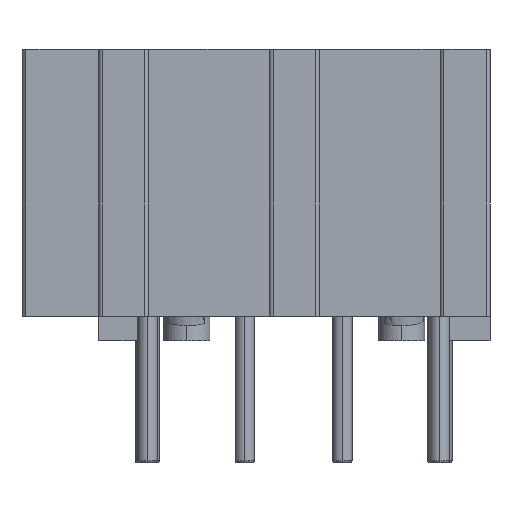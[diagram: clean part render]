
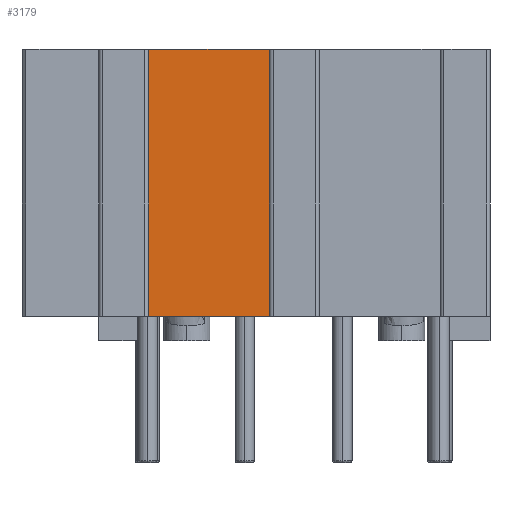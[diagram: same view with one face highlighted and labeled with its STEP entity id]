
A CAD part, left-side view. The second image highlights one B-rep face of the part: STEP entity #3179.
In plain terms, the highlighted planar face has unit normal (-1, 0, 0).
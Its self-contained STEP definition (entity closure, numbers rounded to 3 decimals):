
#5 = DIRECTION ( 'NONE',  ( 0., 0., 1. ) ) ;
#321 = DIRECTION ( 'NONE',  ( 0., 0., -1. ) ) ;
#323 = ORIENTED_EDGE ( 'NONE', *, *, #2777, .F. ) ;
#343 = DIRECTION ( 'NONE',  ( 1., 0., 0. ) ) ;
#452 = ORIENTED_EDGE ( 'NONE', *, *, #3998, .F. ) ;
#562 = VECTOR ( 'NONE', #602, 1000. ) ;
#602 = DIRECTION ( 'NONE',  ( 0., 0., -1. ) ) ;
#717 = LINE ( 'NONE', #1488, #984 ) ;
#765 = ORIENTED_EDGE ( 'NONE', *, *, #3870, .F. ) ;
#807 = CARTESIAN_POINT ( 'NONE',  ( -8.73, 0.65, 7.6 ) ) ;
#828 = LINE ( 'NONE', #2417, #3559 ) ;
#984 = VECTOR ( 'NONE', #3528, 1000. ) ;
#1085 = FACE_OUTER_BOUND ( 'NONE', #4234, .T. ) ;
#1093 = VERTEX_POINT ( 'NONE', #1478 ) ;
#1478 = CARTESIAN_POINT ( 'NONE',  ( -8.73, 0.65, 0.64 ) ) ;
#1488 = CARTESIAN_POINT ( 'NONE',  ( -8.73, 0.65, 0.64 ) ) ;
#1489 = CARTESIAN_POINT ( 'NONE',  ( -8.73, 3.8, 7.6 ) ) ;
#1606 = DIRECTION ( 'NONE',  ( 0., -1., 0. ) ) ;
#1800 = PLANE ( 'NONE',  #2730 ) ;
#1949 = VECTOR ( 'NONE', #5, 1000. ) ;
#2417 = CARTESIAN_POINT ( 'NONE',  ( -8.73, 0., 7.6 ) ) ;
#2434 = VERTEX_POINT ( 'NONE', #3010 ) ;
#2688 = CARTESIAN_POINT ( 'NONE',  ( -8.73, 0.65, 7.6 ) ) ;
#2730 = AXIS2_PLACEMENT_3D ( 'NONE', #807, #343, #321 ) ;
#2777 = EDGE_CURVE ( 'NONE', #2434, #4808, #3937, .T. ) ;
#3010 = CARTESIAN_POINT ( 'NONE',  ( -8.73, 3.8, 0.64 ) ) ;
#3179 = ADVANCED_FACE ( 'NONE', ( #1085 ), #1800, .F. ) ;
#3528 = DIRECTION ( 'NONE',  ( 0., 1., 0. ) ) ;
#3559 = VECTOR ( 'NONE', #1606, 1000. ) ;
#3592 = VERTEX_POINT ( 'NONE', #3815 ) ;
#3749 = CARTESIAN_POINT ( 'NONE',  ( -8.73, 3.8, 7.6 ) ) ;
#3815 = CARTESIAN_POINT ( 'NONE',  ( -8.73, 0.65, 7.6 ) ) ;
#3844 = LINE ( 'NONE', #2688, #562 ) ;
#3870 = EDGE_CURVE ( 'NONE', #3592, #1093, #3844, .T. ) ;
#3937 = LINE ( 'NONE', #1489, #1949 ) ;
#3998 = EDGE_CURVE ( 'NONE', #4808, #3592, #828, .T. ) ;
#4234 = EDGE_LOOP ( 'NONE', ( #765, #452, #323, #4692 ) ) ;
#4371 = EDGE_CURVE ( 'NONE', #1093, #2434, #717, .T. ) ;
#4692 = ORIENTED_EDGE ( 'NONE', *, *, #4371, .F. ) ;
#4808 = VERTEX_POINT ( 'NONE', #3749 ) ;
